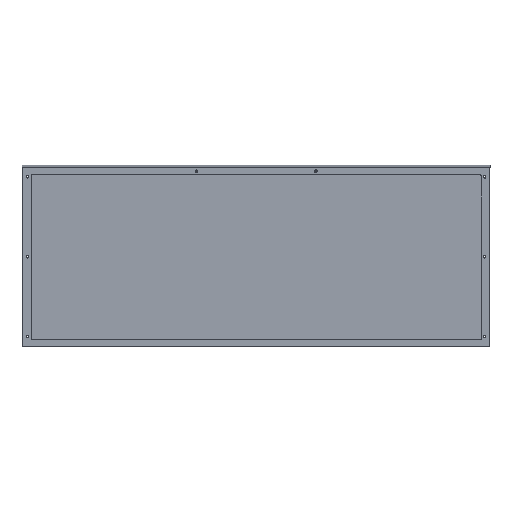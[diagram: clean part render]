
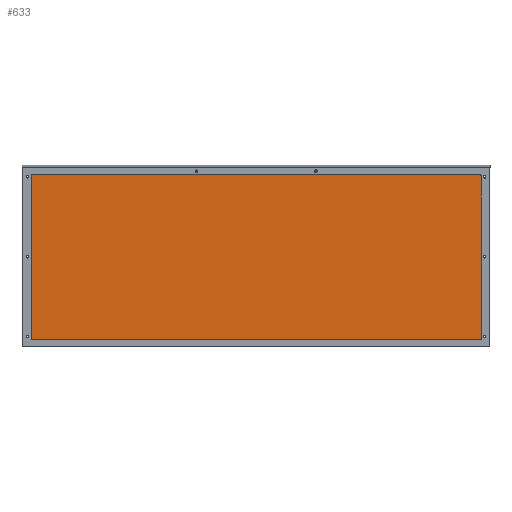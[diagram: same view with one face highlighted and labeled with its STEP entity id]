
A CAD part, top view. The second image highlights one B-rep face of the part: STEP entity #633.
In plain terms, the highlighted planar face has unit normal (0, -0.071, 0.998).
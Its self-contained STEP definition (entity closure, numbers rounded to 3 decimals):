
#56=ELLIPSE('',#705,1.,1.);
#57=ELLIPSE('',#706,1.,1.);
#77=PLANE('',#704);
#109=FACE_OUTER_BOUND('',#172,.T.);
#172=EDGE_LOOP('',(#557,#558,#559,#560,#561,#562));
#197=LINE('',#1058,#242);
#215=LINE('',#1105,#260);
#217=LINE('',#1109,#262);
#218=LINE('',#1112,#263);
#242=VECTOR('',#827,10.);
#260=VECTOR('',#871,10.);
#262=VECTOR('',#875,10.);
#263=VECTOR('',#878,10.);
#324=VERTEX_POINT('',#1055);
#325=VERTEX_POINT('',#1057);
#340=VERTEX_POINT('',#1101);
#341=VERTEX_POINT('',#1103);
#342=VERTEX_POINT('',#1107);
#343=VERTEX_POINT('',#1111);
#390=EDGE_CURVE('',#325,#324,#197,.T.);
#414=EDGE_CURVE('',#340,#341,#215,.T.);
#416=EDGE_CURVE('',#341,#342,#217,.T.);
#417=EDGE_CURVE('',#340,#343,#218,.T.);
#419=EDGE_CURVE('',#342,#325,#56,.T.);
#420=EDGE_CURVE('',#324,#343,#57,.T.);
#557=ORIENTED_EDGE('',*,*,#414,.T.);
#558=ORIENTED_EDGE('',*,*,#416,.T.);
#559=ORIENTED_EDGE('',*,*,#419,.T.);
#560=ORIENTED_EDGE('',*,*,#390,.T.);
#561=ORIENTED_EDGE('',*,*,#420,.T.);
#562=ORIENTED_EDGE('',*,*,#417,.F.);
#633=ADVANCED_FACE('',(#109),#77,.T.);
#704=AXIS2_PLACEMENT_3D('',#1114,#880,#881);
#705=AXIS2_PLACEMENT_3D('',#1115,#882,#883);
#706=AXIS2_PLACEMENT_3D('',#1116,#884,#885);
#827=DIRECTION('',(-1.,0.,0.));
#871=DIRECTION('',(1.,0.,0.));
#875=DIRECTION('',(0.,0.998,0.071));
#878=DIRECTION('',(0.,0.998,0.071));
#880=DIRECTION('center_axis',(0.,-0.071,
0.998));
#881=DIRECTION('ref_axis',(1.,0.,0.));
#882=DIRECTION('center_axis',(0.,-0.071,
0.998));
#883=DIRECTION('ref_axis',(0.,0.998,0.071));
#884=DIRECTION('center_axis',(0.,-0.071,
0.998));
#885=DIRECTION('ref_axis',(0.,0.998,0.071));
#1055=CARTESIAN_POINT('',(-196.419,477.468,114.895));
#1057=CARTESIAN_POINT('',(253.631,477.468,114.895));
#1058=CARTESIAN_POINT('',(-100.739,477.468,114.895));
#1101=CARTESIAN_POINT('',(-197.419,311.736,103.161));
#1103=CARTESIAN_POINT('',(254.631,311.736,103.161));
#1105=CARTESIAN_POINT('',(43.726,311.736,103.161));
#1107=CARTESIAN_POINT('',(254.631,476.471,114.824));
#1109=CARTESIAN_POINT('',(254.631,353.044,106.085));
#1111=CARTESIAN_POINT('',(-197.419,476.471,114.824));
#1112=CARTESIAN_POINT('',(-197.419,305.543,102.722));
#1114=CARTESIAN_POINT('Origin',(-166.239,295.005,101.976));
#1115=CARTESIAN_POINT('Origin',(253.631,476.471,114.824));
#1116=CARTESIAN_POINT('Origin',(-196.419,476.471,114.824));
